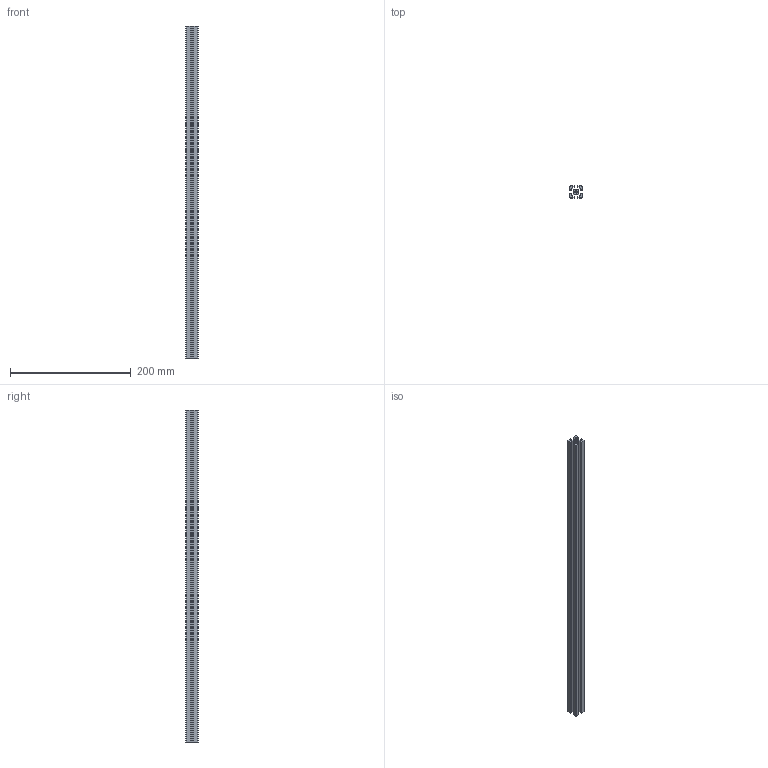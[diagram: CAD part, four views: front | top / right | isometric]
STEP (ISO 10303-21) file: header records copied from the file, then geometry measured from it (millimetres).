
FILE_DESCRIPTION(/* description */ ('20mm x 20mm x 550mm aluminum extrusion, black anodized'),/* implementation_level */ '2;1');
FILE_NAME(/* name */ '26049-01_550.ipt.step',/* time_stamp */ '2013-11-18T15:49:20-06:00',/* author */ ('Edward'),/* organization */ (''),/* preprocessor_version */ 'ST-DEVELOPER v15.2',/* originating_system */ 'Autodesk Inventor 2014',/* authorisation */ '');
FILE_SCHEMA (('AUTOMOTIVE_DESIGN { 1 0 10303 214 3 1 1 }'));
Length unit declared in the file: millimetre
Products named in the file (1): 26049-01_550
Bounding box: 20 x 20 x 550 mm (x, y, z)
Volume: 100088.8 mm3; surface area: 95375.2 mm2
Topology: 1 solids, 1 shells, 71 faces, 208 edges, 139 vertices
Faces by surface type: plane 58, cylinder 13
Full cylindrical faces by diameter (mm): 4.2 x1
Entity records: 2347 total; most frequent: CARTESIAN_POINT 416, ORIENTED_EDGE 412, DIRECTION 376, EDGE_CURVE 206, LINE 180, VECTOR 180, VERTEX_POINT 138, AXIS2_PLACEMENT_3D 98
